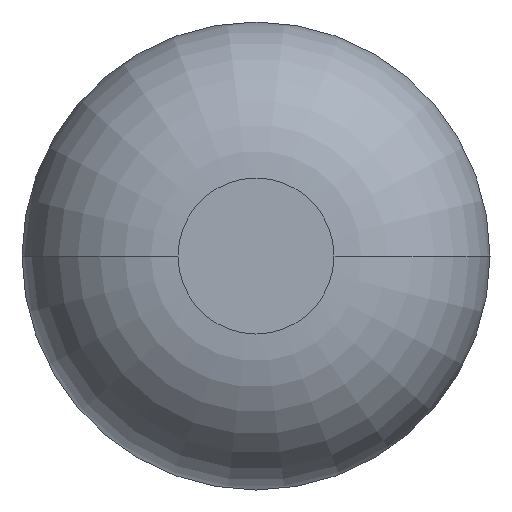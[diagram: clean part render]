
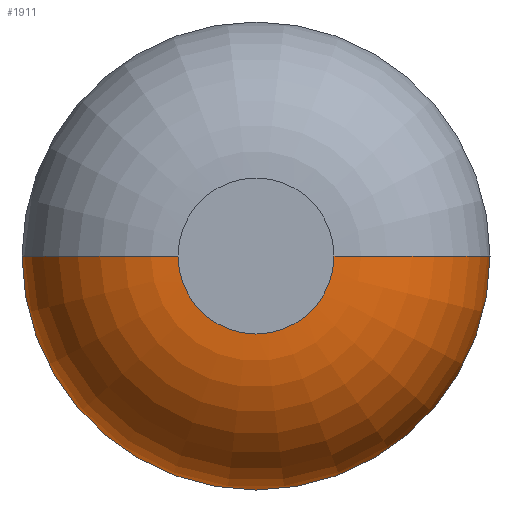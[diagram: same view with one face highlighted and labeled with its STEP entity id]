
A CAD part, front view. The second image highlights one B-rep face of the part: STEP entity #1911.
In plain terms, the highlighted toroidal (fillet/blend) face has major radius 0.125 mm and minor radius 0.25 mm.
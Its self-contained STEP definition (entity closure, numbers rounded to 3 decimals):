
#13 = EDGE_LOOP ( 'NONE', ( #1837, #1050, #1885, #382 ) ) ;
#60 = DIRECTION ( 'NONE',  ( 0., -1., 0. ) ) ;
#66 = AXIS2_PLACEMENT_3D ( 'NONE', #1254, #1762, #2032 ) ;
#70 = DIRECTION ( 'NONE',  ( 1., 0., 0. ) ) ;
#147 = DIRECTION ( 'NONE',  ( 0., 0., 1. ) ) ;
#158 = DIRECTION ( 'NONE',  ( 1., 0., 0. ) ) ;
#170 = VERTEX_POINT ( 'NONE', #920 ) ;
#179 = TOROIDAL_SURFACE ( 'NONE', #2149, 0.125, 0.25 ) ;
#272 = AXIS2_PLACEMENT_3D ( 'NONE', #1658, #147, #158 ) ;
#346 = AXIS2_PLACEMENT_3D ( 'NONE', #3138, #2667, #632 ) ;
#367 = EDGE_CURVE ( 'NONE', #2861, #170, #2904, .T. ) ;
#382 = ORIENTED_EDGE ( 'NONE', *, *, #367, .F. ) ;
#632 = DIRECTION ( 'NONE',  ( 1., 0., 0. ) ) ;
#810 = CARTESIAN_POINT ( 'NONE',  ( 0., -19.7, 0. ) ) ;
#920 = CARTESIAN_POINT ( 'NONE',  ( 0.375, -19.45, 0. ) ) ;
#1050 = ORIENTED_EDGE ( 'NONE', *, *, #2265, .T. ) ;
#1067 = VERTEX_POINT ( 'NONE', #2843 ) ;
#1118 = EDGE_CURVE ( 'Defeature ausgef�hrt1_1+Defeature ausgef�hrt1_2+Defeature ausgef�hrt1_2+Defeature ausgef�hrt1_2', #2713, #2861, #1702, .T. ) ;
#1139 = CARTESIAN_POINT ( 'NONE',  ( 0., -19.45, 0. ) ) ;
#1208 = CARTESIAN_POINT ( 'NONE',  ( -0.125, -19.7, 0. ) ) ;
#1254 = CARTESIAN_POINT ( 'NONE',  ( -0.125, -19.45, 0. ) ) ;
#1389 = FACE_OUTER_BOUND ( 'NONE', #13, .T. ) ;
#1400 = DIRECTION ( 'NONE',  ( 0., 1., 0. ) ) ;
#1658 = CARTESIAN_POINT ( 'NONE',  ( 0.125, -19.45, 0. ) ) ;
#1702 = CIRCLE ( 'NONE', #2248, 0.125 ) ;
#1762 = DIRECTION ( 'NONE',  ( 0., 0., -1. ) ) ;
#1837 = ORIENTED_EDGE ( 'NONE', *, *, #1118, .F. ) ;
#1885 = ORIENTED_EDGE ( 'NONE', *, *, #2586, .F. ) ;
#1911 = ADVANCED_FACE ( 'Defeature ausgef�hrt1_2', ( #1389 ), #179, .T. ) ;
#2032 = DIRECTION ( 'NONE',  ( -1., 0., 0. ) ) ;
#2149 = AXIS2_PLACEMENT_3D ( 'NONE', #1139, #1400, #2858 ) ;
#2212 = CIRCLE ( 'NONE', #346, 0.375 ) ;
#2248 = AXIS2_PLACEMENT_3D ( 'NONE', #810, #60, #70 ) ;
#2265 = EDGE_CURVE ( 'NONE', #2713, #1067, #2375, .T. ) ;
#2375 = CIRCLE ( 'NONE', #66, 0.25 ) ;
#2515 = CARTESIAN_POINT ( 'NONE',  ( 0.125, -19.7, 0. ) ) ;
#2586 = EDGE_CURVE ( 'Defeature ausgef�hrt1_0+Defeature ausgef�hrt1_2+Defeature ausgef�hrt1_2+Defeature ausgef�hrt1_2', #170, #1067, #2212, .T. ) ;
#2667 = DIRECTION ( 'NONE',  ( 0., 1., 0. ) ) ;
#2713 = VERTEX_POINT ( 'NONE', #1208 ) ;
#2843 = CARTESIAN_POINT ( 'NONE',  ( -0.375, -19.45, 0. ) ) ;
#2858 = DIRECTION ( 'NONE',  ( 1., 0., 0. ) ) ;
#2861 = VERTEX_POINT ( 'NONE', #2515 ) ;
#2904 = CIRCLE ( 'NONE', #272, 0.25 ) ;
#3138 = CARTESIAN_POINT ( 'NONE',  ( 0., -19.45, 0. ) ) ;
